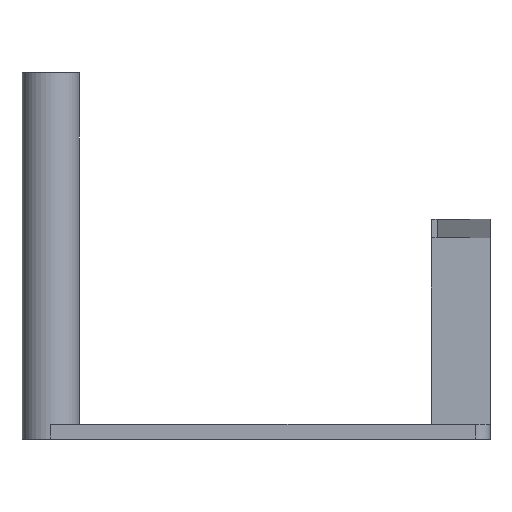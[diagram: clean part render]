
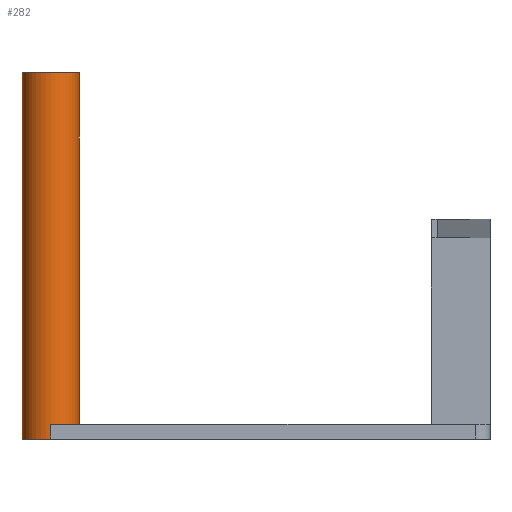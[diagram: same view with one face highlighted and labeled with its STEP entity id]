
A CAD part, front view. The second image highlights one B-rep face of the part: STEP entity #282.
In plain terms, the highlighted cylindrical face has radius 9.75 mm (diameter 19.5 mm), a partial arc.
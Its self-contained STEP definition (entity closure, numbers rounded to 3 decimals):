
#15=CYLINDRICAL_SURFACE('',#313,9.75);
#19=FACE_OUTER_BOUND('',#35,.T.);
#35=EDGE_LOOP('',(#190,#191,#192,#193,#194,#195));
#50=CIRCLE('',#312,9.75);
#51=CIRCLE('',#314,9.75);
#52=CIRCLE('',#315,9.75);
#59=LINE('',#425,#91);
#60=LINE('',#429,#92);
#61=LINE('',#432,#93);
#91=VECTOR('',#344,10.);
#92=VECTOR('',#347,10.);
#93=VECTOR('',#350,10.);
#122=VERTEX_POINT('',#419);
#123=VERTEX_POINT('',#420);
#124=VERTEX_POINT('',#424);
#125=VERTEX_POINT('',#426);
#126=VERTEX_POINT('',#428);
#127=VERTEX_POINT('',#430);
#149=EDGE_CURVE('',#122,#123,#50,.T.);
#150=EDGE_CURVE('',#124,#122,#59,.T.);
#151=EDGE_CURVE('',#125,#124,#51,.T.);
#152=EDGE_CURVE('',#126,#125,#60,.T.);
#153=EDGE_CURVE('',#126,#127,#52,.T.);
#154=EDGE_CURVE('',#123,#127,#61,.T.);
#190=ORIENTED_EDGE('',*,*,#150,.F.);
#191=ORIENTED_EDGE('',*,*,#151,.F.);
#192=ORIENTED_EDGE('',*,*,#152,.F.);
#193=ORIENTED_EDGE('',*,*,#153,.T.);
#194=ORIENTED_EDGE('',*,*,#154,.F.);
#195=ORIENTED_EDGE('',*,*,#149,.F.);
#282=ADVANCED_FACE('',(#19),#15,.T.);
#312=AXIS2_PLACEMENT_3D('',#422,#340,#341);
#313=AXIS2_PLACEMENT_3D('',#423,#342,#343);
#314=AXIS2_PLACEMENT_3D('',#427,#345,#346);
#315=AXIS2_PLACEMENT_3D('',#431,#348,#349);
#340=DIRECTION('center_axis',(0.,0.,1.));
#341=DIRECTION('ref_axis',(1.,0.,0.));
#342=DIRECTION('center_axis',(0.,0.,1.));
#343=DIRECTION('ref_axis',(0.,-1.,0.));
#344=DIRECTION('',(0.,0.,1.));
#345=DIRECTION('center_axis',(0.,0.,-1.));
#346=DIRECTION('ref_axis',(1.,0.,0.));
#347=DIRECTION('',(0.,0.,-1.));
#348=DIRECTION('center_axis',(0.,0.,1.));
#349=DIRECTION('ref_axis',(1.,0.,0.));
#350=DIRECTION('',(0.,0.,-1.));
#419=CARTESIAN_POINT('',(-6.519,7.25,120.));
#420=CARTESIAN_POINT('',(6.519,7.25,120.));
#422=CARTESIAN_POINT('Origin',(0.,0.,120.));
#423=CARTESIAN_POINT('Origin',(0.,0.,0.));
#424=CARTESIAN_POINT('',(-6.519,7.25,-5.));
#425=CARTESIAN_POINT('',(-6.519,7.25,0.));
#426=CARTESIAN_POINT('',(0.,-9.75,-5.));
#427=CARTESIAN_POINT('Origin',(0.,0.,-5.));
#428=CARTESIAN_POINT('',(0.,-9.75,0.));
#429=CARTESIAN_POINT('',(0.,-9.75,0.));
#430=CARTESIAN_POINT('',(6.519,7.25,0.));
#431=CARTESIAN_POINT('Origin',(0.,0.,0.));
#432=CARTESIAN_POINT('',(6.519,7.25,0.));
